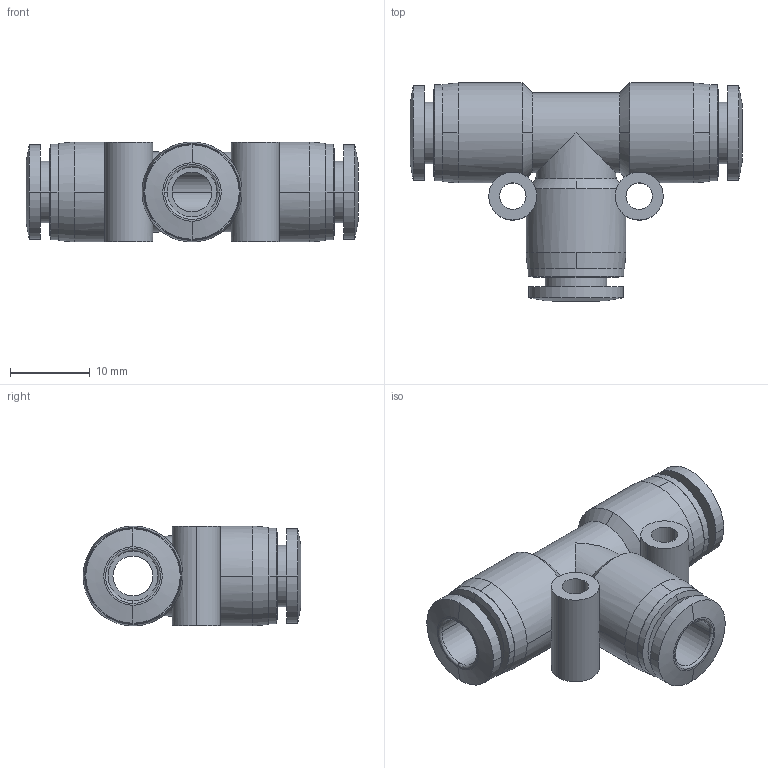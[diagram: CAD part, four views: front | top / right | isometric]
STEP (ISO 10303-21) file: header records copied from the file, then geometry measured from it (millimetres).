
FILE_DESCRIPTION (( 'STEP AP214' ), '1' );
FILE_NAME ('UT6M.step', '2016-02-24T20:49:34', ( '' ), ( '' ), 'SwSTEP 2.0', 'SolidWorks 2015', '' );
FILE_SCHEMA (( 'AUTOMOTIVE_DESIGN' ));
Length unit declared in the file: inch
Products named in the file (1): UT6M
Bounding box: 41.5 x 27.25 x 12.5 mm (x, y, z)
Volume: 4753.7 mm3; surface area: 4380.2 mm2
Topology: 1 solids, 1 shells, 95 faces, 248 edges, 164 vertices
Faces by surface type: cylinder 46, cone 24, plane 19, torus 6
Entity records: 4728 total; most frequent: CARTESIAN_POINT 1011, DIRECTION 554, ORIENTED_EDGE 496, EDGE_CURVE 248, AXIS2_PLACEMENT_3D 240, VERTEX_POINT 164, CIRCLE 144, EDGE_LOOP 116
